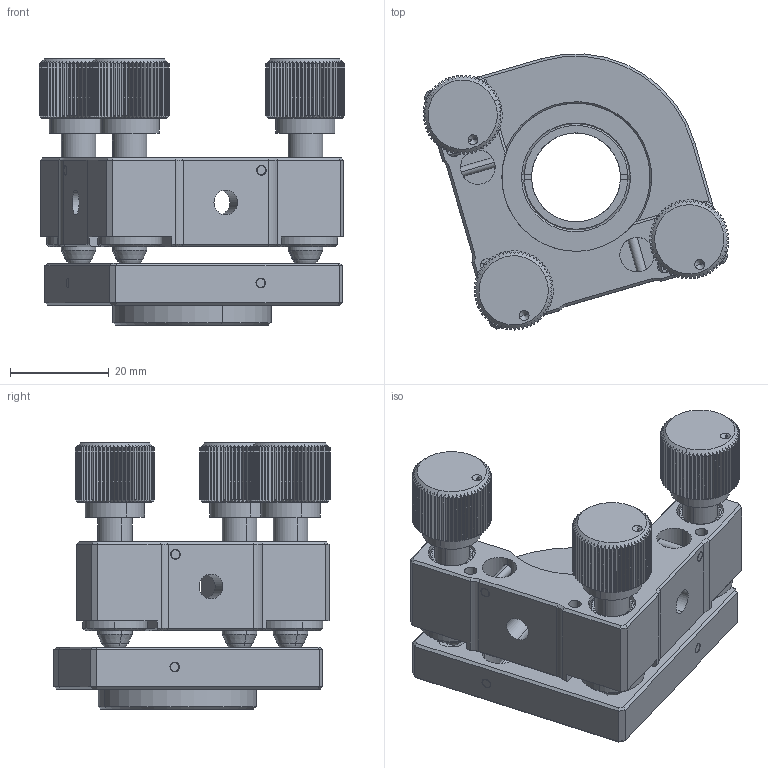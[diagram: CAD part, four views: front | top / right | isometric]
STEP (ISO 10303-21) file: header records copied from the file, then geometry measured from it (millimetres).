
FILE_DESCRIPTION (( 'STEP AP203' ), '1' );
FILE_NAME ('OMHS20-C.STEP', '2018-12-10T02:07:10', ( '' ), ( '' ), 'SwSTEP 2.0', 'SolidWorks 2016', '' );
FILE_SCHEMA (( 'CONFIG_CONTROL_DESIGN' ));
Length unit declared in the file: millimetre
Products named in the file (1): OMHS20-C
Bounding box: 61.85 x 55.87 x 53.8 mm (x, y, z)
Surface area: 23157 mm2 (no closed solid volume)
Topology: 0 solids, 31 shells, 1007 faces, 2793 edges, 1800 vertices
Faces by surface type: plane 489, cylinder 271, cone 241, torus 6
Entity records: 32937 total; most frequent: CARTESIAN_POINT 8337, ORIENTED_EDGE 5118, DIRECTION 4860, EDGE_CURVE 2779, AXIS2_PLACEMENT_3D 1843, VERTEX_POINT 1796, VECTOR 1174, LINE 1174
